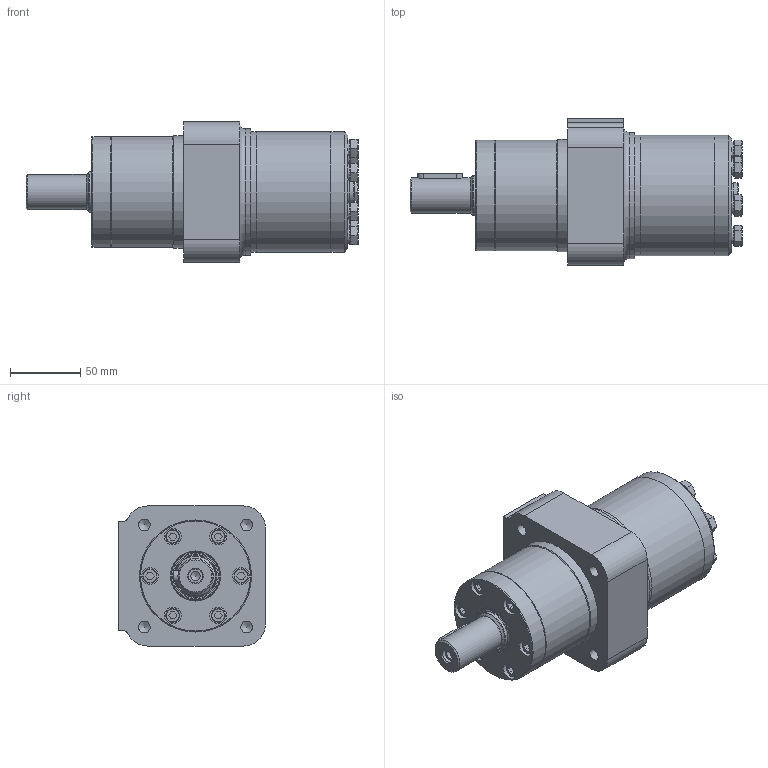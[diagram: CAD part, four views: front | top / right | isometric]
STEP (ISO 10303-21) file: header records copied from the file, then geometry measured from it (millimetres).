
FILE_DESCRIPTION(/* description */ ('STEP AP214'),/* implementation_level */ '2;1');
FILE_NAME(/* name */ 'MPW400CUP',/* time_stamp */ '2023-02-28T14:47:09+01:00',/* author */ ('License CC BY-ND 4.0'),/* organization */ ('CADENAS'),/* preprocessor_version */ 'ST-DEVELOPER v18.102',/* originating_system */ 'PARTsolutions',/* authorisation */ ' ');
FILE_SCHEMA (('AUTOMOTIVE_DESIGN {1 0 10303 214 3 1 1}'));
Length unit declared in the file: millimetre
Products named in the file (6): MPW400CUP; MP; MP400D; MPVP; MPCWSH; MPWCBO
Assembly tree (5 placements, depth 2):
  MPW400CUP
    MP
    MP400D
    MPVP
    MPCWSH
    MPWCBO
Bounding box: 236.93 x 105 x 100 mm (x, y, z)
Volume: 1185194 mm3; surface area: 129490.1 mm2
Topology: 5 solids, 5 shells, 323 faces, 696 edges, 428 vertices
Faces by surface type: plane 189, cone 62, cylinder 60, torus 12
Full cylindrical faces by diameter (mm): 2 x2, 6.647 x1, 7 x1, 8.376 x4, 10 x7, 11.9 x7, 12 x6, 13 x7, 17 x1, 18 x1, 18.631 x2, 25 x1, 28.56 x1, 29 x1, 32.6 x1, 35 x2, 79 x2, 80 x1, 86 x3, 90 x1
Entity records: 8271 total; most frequent: CARTESIAN_POINT 1592, DIRECTION 1374, ORIENTED_EDGE 1172, EDGE_CURVE 586, AXIS2_PLACEMENT_3D 545, FACE_BOUND 461, EDGE_LOOP 452, VERTEX_POINT 411
